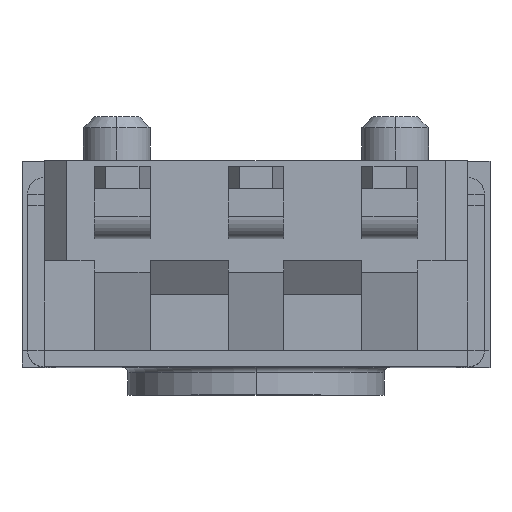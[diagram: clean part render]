
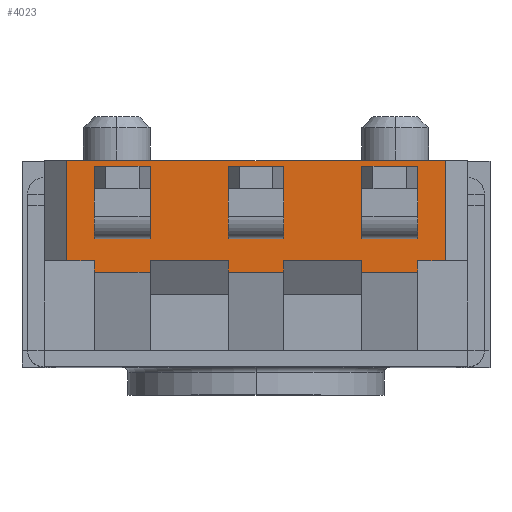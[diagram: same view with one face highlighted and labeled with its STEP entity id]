
A CAD part, top view. The second image highlights one B-rep face of the part: STEP entity #4023.
In plain terms, the highlighted planar face has unit normal (0, 0, 1).
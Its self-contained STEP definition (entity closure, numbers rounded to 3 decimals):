
#23=DIRECTION('',(-1.,0.,0.));
#24=VECTOR('',#23,3.4);
#25=CARTESIAN_POINT('',(4.7,0.702,-7.6));
#26=LINE('',#25,#24);
#606=DIRECTION('',(0.,-1.,0.));
#607=VECTOR('',#606,0.9);
#608=CARTESIAN_POINT('',(1.3,0.702,-7.6));
#609=LINE('',#608,#607);
#614=DIRECTION('',(-1.,0.,0.));
#615=VECTOR('',#614,0.25);
#616=CARTESIAN_POINT('',(4.7,-0.198,-7.6));
#617=LINE('',#616,#615);
#618=DIRECTION('',(-1.,0.,0.));
#619=VECTOR('',#618,0.5);
#620=CARTESIAN_POINT('',(4.45,-0.298,-7.6));
#621=LINE('',#620,#619);
#622=DIRECTION('',(0.,1.,0.));
#623=VECTOR('',#622,0.1);
#624=CARTESIAN_POINT('',(3.95,-0.298,-7.6));
#625=LINE('',#624,#623);
#626=DIRECTION('',(-1.,0.,0.));
#627=VECTOR('',#626,0.7);
#628=CARTESIAN_POINT('',(3.95,-0.198,-7.6));
#629=LINE('',#628,#627);
#630=DIRECTION('',(-1.,0.,0.));
#631=VECTOR('',#630,0.5);
#632=CARTESIAN_POINT('',(3.25,-0.298,-7.6));
#633=LINE('',#632,#631);
#634=DIRECTION('',(0.,1.,0.));
#635=VECTOR('',#634,0.1);
#636=CARTESIAN_POINT('',(2.75,-0.298,-7.6));
#637=LINE('',#636,#635);
#638=DIRECTION('',(-1.,0.,0.));
#639=VECTOR('',#638,0.7);
#640=CARTESIAN_POINT('',(2.75,-0.198,-7.6));
#641=LINE('',#640,#639);
#642=DIRECTION('',(-1.,0.,0.));
#643=VECTOR('',#642,0.5);
#644=CARTESIAN_POINT('',(2.05,-0.298,-7.6));
#645=LINE('',#644,#643);
#646=DIRECTION('',(0.,1.,0.));
#647=VECTOR('',#646,0.1);
#648=CARTESIAN_POINT('',(1.55,-0.298,-7.6));
#649=LINE('',#648,#647);
#650=DIRECTION('',(-1.,0.,0.));
#651=VECTOR('',#650,0.25);
#652=CARTESIAN_POINT('',(1.55,-0.198,-7.6));
#653=LINE('',#652,#651);
#654=DIRECTION('',(0.,1.,0.));
#655=VECTOR('',#654,0.9);
#656=CARTESIAN_POINT('',(4.7,-0.198,-7.6));
#657=LINE('',#656,#655);
#682=DIRECTION('',(0.,1.,0.));
#683=VECTOR('',#682,0.1);
#684=CARTESIAN_POINT('',(4.45,-0.298,-7.6));
#685=LINE('',#684,#683);
#718=DIRECTION('',(0.,1.,0.));
#719=VECTOR('',#718,0.1);
#720=CARTESIAN_POINT('',(3.25,-0.298,-7.6));
#721=LINE('',#720,#719);
#754=DIRECTION('',(0.,1.,0.));
#755=VECTOR('',#754,0.1);
#756=CARTESIAN_POINT('',(2.05,-0.298,-7.6));
#757=LINE('',#756,#755);
#782=DIRECTION('',(1.,0.,0.));
#783=VECTOR('',#782,0.5);
#784=CARTESIAN_POINT('',(1.55,0.2,-7.6));
#785=LINE('',#784,#783);
#790=DIRECTION('',(0.,-1.,0.));
#791=VECTOR('',#790,0.2);
#792=CARTESIAN_POINT('',(2.05,0.2,-7.6));
#793=LINE('',#792,#791);
#828=DIRECTION('',(1.,0.,0.));
#829=VECTOR('',#828,0.5);
#830=CARTESIAN_POINT('',(1.55,0.,-7.6));
#831=LINE('',#830,#829);
#836=DIRECTION('',(0.,-1.,0.));
#837=VECTOR('',#836,0.2);
#838=CARTESIAN_POINT('',(1.55,0.2,-7.6));
#839=LINE('',#838,#837);
#930=DIRECTION('',(1.,0.,0.));
#931=VECTOR('',#930,0.5);
#932=CARTESIAN_POINT('',(3.95,0.,-7.6));
#933=LINE('',#932,#931);
#934=DIRECTION('',(0.,-1.,0.));
#935=VECTOR('',#934,0.2);
#936=CARTESIAN_POINT('',(3.95,0.2,-7.6));
#937=LINE('',#936,#935);
#972=DIRECTION('',(1.,0.,0.));
#973=VECTOR('',#972,0.5);
#974=CARTESIAN_POINT('',(3.95,0.2,-7.6));
#975=LINE('',#974,#973);
#976=DIRECTION('',(0.,-1.,0.));
#977=VECTOR('',#976,0.2);
#978=CARTESIAN_POINT('',(4.45,0.2,-7.6));
#979=LINE('',#978,#977);
#1078=DIRECTION('',(1.,0.,0.));
#1079=VECTOR('',#1078,0.5);
#1080=CARTESIAN_POINT('',(2.75,0.,-7.6));
#1081=LINE('',#1080,#1079);
#1082=DIRECTION('',(0.,-1.,0.));
#1083=VECTOR('',#1082,0.2);
#1084=CARTESIAN_POINT('',(2.75,0.2,-7.6));
#1085=LINE('',#1084,#1083);
#1120=DIRECTION('',(1.,0.,0.));
#1121=VECTOR('',#1120,0.5);
#1122=CARTESIAN_POINT('',(2.75,0.2,-7.6));
#1123=LINE('',#1122,#1121);
#1124=DIRECTION('',(0.,-1.,0.));
#1125=VECTOR('',#1124,0.2);
#1126=CARTESIAN_POINT('',(3.25,0.2,-7.6));
#1127=LINE('',#1126,#1125);
#2765=CARTESIAN_POINT('',(4.7,0.702,-7.6));
#2766=VERTEX_POINT('',#2765);
#2767=CARTESIAN_POINT('',(4.7,-0.198,-7.6));
#2768=VERTEX_POINT('',#2767);
#2769=CARTESIAN_POINT('',(1.3,0.702,-7.6));
#2770=VERTEX_POINT('',#2769);
#2827=CARTESIAN_POINT('',(4.45,-0.198,-7.6));
#2828=VERTEX_POINT('',#2827);
#2829=CARTESIAN_POINT('',(4.45,-0.298,-7.6));
#2830=VERTEX_POINT('',#2829);
#2831=CARTESIAN_POINT('',(3.95,-0.298,-7.6));
#2832=VERTEX_POINT('',#2831);
#2833=CARTESIAN_POINT('',(3.95,-0.198,-7.6));
#2834=VERTEX_POINT('',#2833);
#2835=CARTESIAN_POINT('',(3.25,-0.198,-7.6));
#2836=VERTEX_POINT('',#2835);
#2837=CARTESIAN_POINT('',(3.25,-0.298,-7.6));
#2838=VERTEX_POINT('',#2837);
#2839=CARTESIAN_POINT('',(2.75,-0.298,-7.6));
#2840=VERTEX_POINT('',#2839);
#2841=CARTESIAN_POINT('',(2.75,-0.198,-7.6));
#2842=VERTEX_POINT('',#2841);
#2843=CARTESIAN_POINT('',(2.05,-0.198,-7.6));
#2844=VERTEX_POINT('',#2843);
#2845=CARTESIAN_POINT('',(2.05,-0.298,-7.6));
#2846=VERTEX_POINT('',#2845);
#2847=CARTESIAN_POINT('',(1.55,-0.298,-7.6));
#2848=VERTEX_POINT('',#2847);
#2849=CARTESIAN_POINT('',(1.55,-0.198,-7.6));
#2850=VERTEX_POINT('',#2849);
#2851=CARTESIAN_POINT('',(1.3,-0.198,-7.6));
#2852=VERTEX_POINT('',#2851);
#2967=CARTESIAN_POINT('',(1.55,0.2,-7.6));
#2968=CARTESIAN_POINT('',(2.05,0.2,-7.6));
#2969=VERTEX_POINT('',#2967);
#2970=VERTEX_POINT('',#2968);
#2971=CARTESIAN_POINT('',(2.05,0.,-7.6));
#2972=VERTEX_POINT('',#2971);
#2973=CARTESIAN_POINT('',(1.55,0.,-7.6));
#2974=VERTEX_POINT('',#2973);
#2975=CARTESIAN_POINT('',(3.95,0.,-7.6));
#2976=CARTESIAN_POINT('',(4.45,0.,-7.6));
#2977=VERTEX_POINT('',#2975);
#2978=VERTEX_POINT('',#2976);
#2979=CARTESIAN_POINT('',(3.95,0.2,-7.6));
#2980=VERTEX_POINT('',#2979);
#2981=CARTESIAN_POINT('',(4.45,0.2,-7.6));
#2982=VERTEX_POINT('',#2981);
#2987=CARTESIAN_POINT('',(2.75,0.,-7.6));
#2988=CARTESIAN_POINT('',(3.25,0.,-7.6));
#2989=VERTEX_POINT('',#2987);
#2990=VERTEX_POINT('',#2988);
#2991=CARTESIAN_POINT('',(2.75,0.2,-7.6));
#2992=VERTEX_POINT('',#2991);
#2993=CARTESIAN_POINT('',(3.25,0.2,-7.6));
#2994=VERTEX_POINT('',#2993);
#3957=CARTESIAN_POINT('',(5.1,-0.998,-7.6));
#3958=DIRECTION('',(0.,0.,1.));
#3959=DIRECTION('',(-1.,0.,0.));
#3960=AXIS2_PLACEMENT_3D('',#3957,#3958,#3959);
#3961=PLANE('',#3960);
#3963=ORIENTED_EDGE('',*,*,#3962,.F.);
#3965=ORIENTED_EDGE('',*,*,#3964,.T.);
#3967=ORIENTED_EDGE('',*,*,#3966,.F.);
#3969=ORIENTED_EDGE('',*,*,#3968,.T.);
#3971=ORIENTED_EDGE('',*,*,#3970,.T.);
#3973=ORIENTED_EDGE('',*,*,#3972,.T.);
#3975=ORIENTED_EDGE('',*,*,#3974,.F.);
#3977=ORIENTED_EDGE('',*,*,#3976,.T.);
#3979=ORIENTED_EDGE('',*,*,#3978,.T.);
#3981=ORIENTED_EDGE('',*,*,#3980,.T.);
#3983=ORIENTED_EDGE('',*,*,#3982,.F.);
#3985=ORIENTED_EDGE('',*,*,#3984,.T.);
#3987=ORIENTED_EDGE('',*,*,#3986,.T.);
#3988=ORIENTED_EDGE('',*,*,#3948,.T.);
#3989=ORIENTED_EDGE('',*,*,#3937,.F.);
#3990=ORIENTED_EDGE('',*,*,#3282,.F.);
#3991=EDGE_LOOP('',(#3963,#3965,#3967,#3969,#3971,#3973,#3975,#3977,#3979,#3981,
#3983,#3985,#3987,#3988,#3989,#3990));
#3992=FACE_OUTER_BOUND('',#3991,.F.);
#3994=ORIENTED_EDGE('',*,*,#3993,.F.);
#3996=ORIENTED_EDGE('',*,*,#3995,.T.);
#3998=ORIENTED_EDGE('',*,*,#3997,.T.);
#4000=ORIENTED_EDGE('',*,*,#3999,.F.);
#4001=EDGE_LOOP('',(#3994,#3996,#3998,#4000));
#4002=FACE_BOUND('',#4001,.F.);
#4004=ORIENTED_EDGE('',*,*,#4003,.T.);
#4006=ORIENTED_EDGE('',*,*,#4005,.F.);
#4008=ORIENTED_EDGE('',*,*,#4007,.F.);
#4010=ORIENTED_EDGE('',*,*,#4009,.T.);
#4011=EDGE_LOOP('',(#4004,#4006,#4008,#4010));
#4012=FACE_BOUND('',#4011,.F.);
#4014=ORIENTED_EDGE('',*,*,#4013,.T.);
#4016=ORIENTED_EDGE('',*,*,#4015,.F.);
#4018=ORIENTED_EDGE('',*,*,#4017,.F.);
#4020=ORIENTED_EDGE('',*,*,#4019,.T.);
#4021=EDGE_LOOP('',(#4014,#4016,#4018,#4020));
#4022=FACE_BOUND('',#4021,.F.);
#4023=ADVANCED_FACE('',(#3992,#4002,#4012,#4022),#3961,.T.);
#3282=EDGE_CURVE('',#2766,#2770,#26,.T.);
#3937=EDGE_CURVE('',#2770,#2852,#609,.T.);
#3948=EDGE_CURVE('',#2850,#2852,#653,.T.);
#3962=EDGE_CURVE('',#2768,#2766,#657,.T.);
#3964=EDGE_CURVE('',#2768,#2828,#617,.T.);
#3966=EDGE_CURVE('',#2830,#2828,#685,.T.);
#3968=EDGE_CURVE('',#2830,#2832,#621,.T.);
#3970=EDGE_CURVE('',#2832,#2834,#625,.T.);
#3972=EDGE_CURVE('',#2834,#2836,#629,.T.);
#3974=EDGE_CURVE('',#2838,#2836,#721,.T.);
#3976=EDGE_CURVE('',#2838,#2840,#633,.T.);
#3978=EDGE_CURVE('',#2840,#2842,#637,.T.);
#3980=EDGE_CURVE('',#2842,#2844,#641,.T.);
#3982=EDGE_CURVE('',#2846,#2844,#757,.T.);
#3984=EDGE_CURVE('',#2846,#2848,#645,.T.);
#3986=EDGE_CURVE('',#2848,#2850,#649,.T.);
#3993=EDGE_CURVE('',#2969,#2970,#785,.T.);
#3995=EDGE_CURVE('',#2969,#2974,#839,.T.);
#3997=EDGE_CURVE('',#2974,#2972,#831,.T.);
#3999=EDGE_CURVE('',#2970,#2972,#793,.T.);
#4003=EDGE_CURVE('',#2977,#2978,#933,.T.);
#4005=EDGE_CURVE('',#2982,#2978,#979,.T.);
#4007=EDGE_CURVE('',#2980,#2982,#975,.T.);
#4009=EDGE_CURVE('',#2980,#2977,#937,.T.);
#4013=EDGE_CURVE('',#2989,#2990,#1081,.T.);
#4015=EDGE_CURVE('',#2994,#2990,#1127,.T.);
#4017=EDGE_CURVE('',#2992,#2994,#1123,.T.);
#4019=EDGE_CURVE('',#2992,#2989,#1085,.T.);
